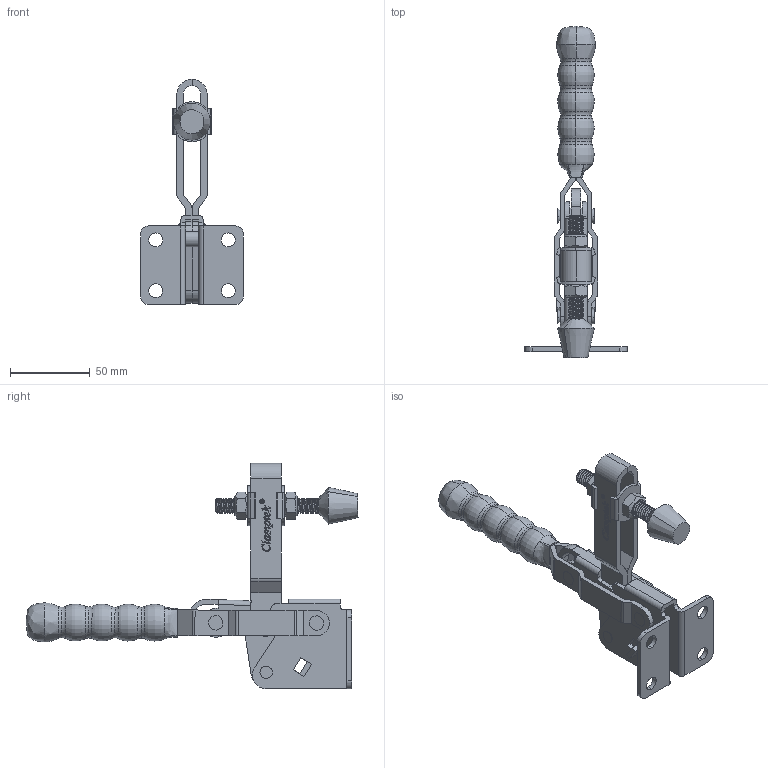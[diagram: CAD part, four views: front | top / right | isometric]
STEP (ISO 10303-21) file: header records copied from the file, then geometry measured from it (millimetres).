
FILE_DESCRIPTION (( 'STEP AP203' ), '1' );
FILE_NAME ('CH-12265.STEP', '2012-09-19T13:19:20', ( '微软用户' ), ( '微软中国' ), 'SwSTEP 2.0', 'SolidWorks 2010', '' );
FILE_SCHEMA (( 'CONFIG_CONTROL_DESIGN' ));
Length unit declared in the file: millimetre
Products named in the file (13): CH-12265-06; CH-12265-08; CH-12265-03 STRAIGHT HANDLE; CH-FC-38312 SPINDLE SUPPLIED; CH-12265; CH-12265-01 FLANGED BASE; CH-12265-02 U-BAR; CH-12265-05; CH-12265-04 CONNECTING-PLATE; CH-12265-09; CH-12265-07; CH-FC-38312 Nut; CH-FW-380
Assembly tree (18 placements, depth 2):
  CH-12265
    CH-FC-38312 Nut  x2
    CH-12265-03 STRAIGHT HANDLE
    CH-12265-05  x2
    CH-12265-08  x2
    CH-FW-380  x2
    CH-12265-07
    CH-12265-01 FLANGED BASE
    CH-12265-06  x2
    CH-12265-02 U-BAR
    CH-12265-04 CONNECTING-PLATE
    CH-FC-38312 SPINDLE SUPPLIED
    CH-12265-09  x2
Bounding box: 64.3 x 207.64 x 140.91 mm (x, y, z)
Volume: 112044.6 mm3; surface area: 76911.7 mm2
Topology: 20 solids, 21 shells, 887 faces, 2360 edges, 1538 vertices
Faces by surface type: plane 326, cylinder 256, bspline 186, cone 95, torus 24
Entity records: 48430 total; most frequent: CARTESIAN_POINT 28549, ORIENTED_EDGE 4254, DIRECTION 3157, EDGE_CURVE 2127, VERTEX_POINT 1394, LINE 1131, VECTOR 1131, AXIS2_PLACEMENT_3D 1013
